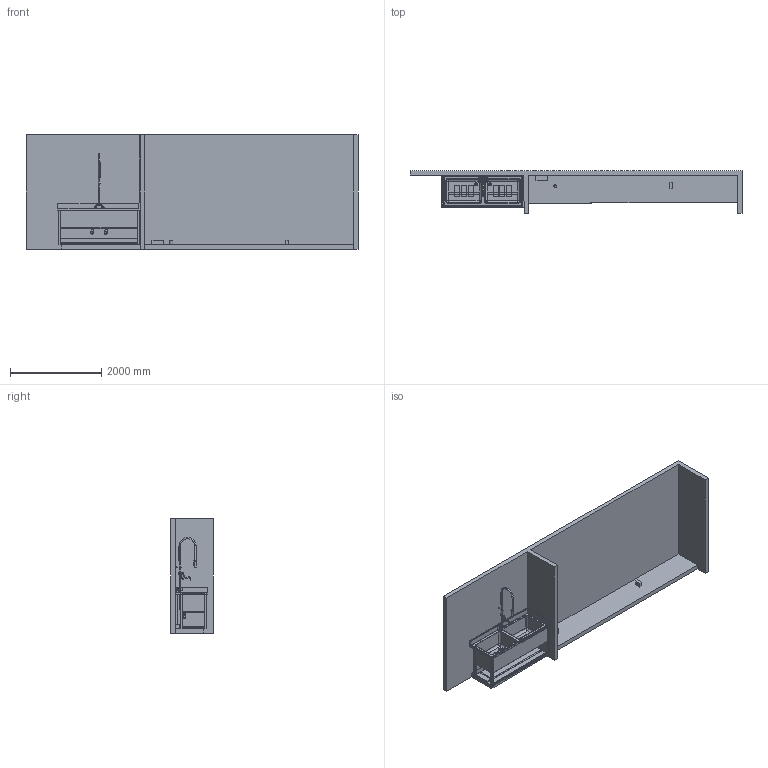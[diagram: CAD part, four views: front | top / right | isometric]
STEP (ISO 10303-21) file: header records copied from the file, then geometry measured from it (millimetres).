
FILE_DESCRIPTION (( 'STEP AP214' ), '1' );
FILE_NAME ('267830-LN01-MEUBLE PLONGE 2BACS.stp.STEP', '2022-12-26T19:54:46', ( '' ), ( '' ), 'SwSTEP 2.0', 'SolidWorks 2022', '' );
FILE_SCHEMA (( 'AUTOMOTIVE_DESIGN' ));
Length unit declared in the file: millimetre
Products named in the file (20): 267830B01 - CACHE BAC AVANT.stp; 267830B08 - CORNIERE AU MUR.stp; ROB5632C00.stp; CUVI765137SGM00+3 BANI.stp; 267830A02 - PASTILLE DESSUS.stp; 267830B - TUBE 03.stp; 267830A - DESSUS PLONGE.stp; 267830B11I - OMEGA SOUS ETAGERE BASSE.stp; 267830B05 - PIETEMENT SIMPLE DROIT.stp; 267830A01T - DESSUS PLONGE.stp; CUVI765137SDM00+3 BANI.stp; 267830B - CHASSIS.stp; 267830B02 - CACHE BAC LATERAL.stp; BONL1200.stp; 267830B09T - PLANCHER.stp; 267830B - TUBE 01.stp; 267830-LN01-MEUBLE PLONGE 2BACS.stp; 210401-MUR LN01+PF03+PF06.stp; SIPL14400.stp; 267830B06I - OMEGA SOUS ETAGERE BASSE.stp
Assembly tree (23 placements, depth 3):
  267830-LN01-MEUBLE PLONGE 2BACS.stp
    267830A - DESSUS PLONGE.stp
      267830A01T - DESSUS PLONGE.stp
      SIPL14400.stp  x2
      CUVI765137SGM00+3 BANI.stp
      267830A02 - PASTILLE DESSUS.stp  x2
      ROB5632C00.stp
      CUVI765137SDM00+3 BANI.stp
      BONL1200.stp  x2
    267830B - CHASSIS.stp
      267830B01 - CACHE BAC AVANT.stp
      267830B - TUBE 01.stp  x2
      267830B02 - CACHE BAC LATERAL.stp
      267830B09T - PLANCHER.stp
      267830B06I - OMEGA SOUS ETAGERE BASSE.stp
      267830B11I - OMEGA SOUS ETAGERE BASSE.stp
      267830B - TUBE 03.stp
      267830B05 - PIETEMENT SIMPLE DROIT.stp
      267830B08 - CORNIERE AU MUR.stp
    210401-MUR LN01+PF03+PF06.stp
Bounding box: 7259.73 x 934 x 2500 mm (x, y, z)
Volume: 2633310421.3 mm3; surface area: 70003300.2 mm2
Topology: 30 solids, 30 shells, 1122 faces, 2748 edges, 1687 vertices
Faces by surface type: plane 578, cylinder 413, torus 51, bspline 45, sphere 19, cone 16
Entity records: 42274 total; most frequent: CARTESIAN_POINT 16725, DIRECTION 5038, ORIENTED_EDGE 4920, EDGE_CURVE 2460, AXIS2_PLACEMENT_3D 1748, VECTOR 1542, LINE 1542, VERTEX_POINT 1521
